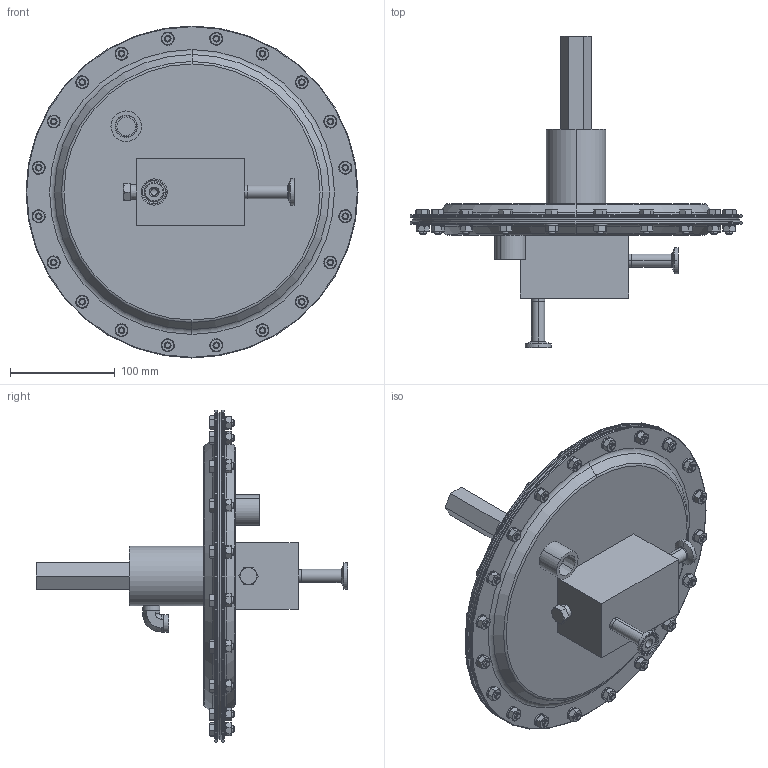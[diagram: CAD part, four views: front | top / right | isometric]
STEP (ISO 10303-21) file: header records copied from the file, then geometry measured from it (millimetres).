
FILE_DESCRIPTION (( 'STEP AP203' ), '1' );
FILE_NAME ('908X-050-SB-TRI-C.STEP', '2025-02-27T16:10:59', ( '' ), ( '' ), 'SwSTEP 2.0', 'SolidWorks 2024', '' );
FILE_SCHEMA (( 'CONFIG_CONTROL_DESIGN' ));
Length unit declared in the file: millimetre
Products named in the file (1): 908X-050-SB-TRI-C
Bounding box: 317.5 x 297.98 x 317.5 mm (x, y, z)
Volume: 1034662.3 mm3; surface area: 526228.8 mm2
Topology: 72 solids, 72 shells, 1555 faces, 3458 edges, 2075 vertices
Faces by surface type: cone 548, plane 505, cylinder 440, torus 56, sphere 4, bspline 2
Entity records: 45975 total; most frequent: CARTESIAN_POINT 11585, DIRECTION 7310, ORIENTED_EDGE 6868, EDGE_CURVE 3434, AXIS2_PLACEMENT_3D 3068, VERTEX_POINT 2073, EDGE_LOOP 1849, FACE_OUTER_BOUND 1555
